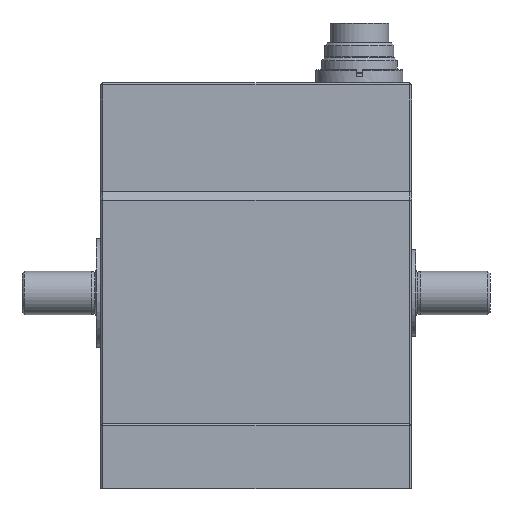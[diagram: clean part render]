
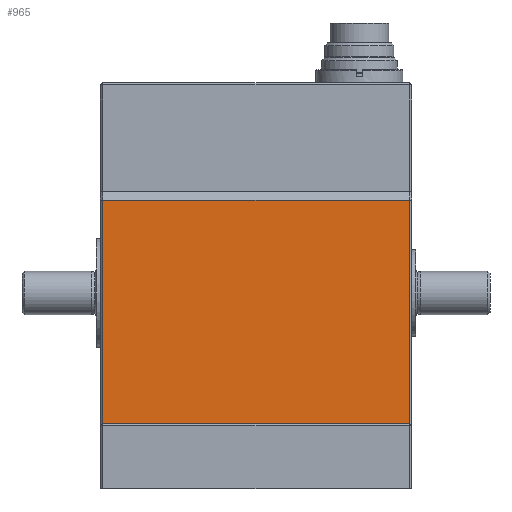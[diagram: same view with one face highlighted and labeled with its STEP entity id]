
A CAD part, front view. The second image highlights one B-rep face of the part: STEP entity #965.
In plain terms, the highlighted face is planar.
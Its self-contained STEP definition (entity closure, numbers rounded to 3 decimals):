
#965 = ADVANCED_FACE( '', ( #2072 ), #2073, .T. );
#2072 = FACE_OUTER_BOUND( '', #3793, .T. );
#2073 = PLANE( '', #3794 );
#3793 = EDGE_LOOP( '', ( #5555, #5556, #5557, #5558 ) );
#3794 = AXIS2_PLACEMENT_3D( '', #5559, #5560, #5561 );
#5555 = ORIENTED_EDGE( '', *, *, #9003, .T. );
#5556 = ORIENTED_EDGE( '', *, *, #9004, .T. );
#5557 = ORIENTED_EDGE( '', *, *, #9005, .T. );
#5558 = ORIENTED_EDGE( '', *, *, #9006, .T. );
#5559 = CARTESIAN_POINT( '', ( -22., 71.5, 68.3 ) );
#5560 = DIRECTION( '', ( -1., 0., 0. ) );
#5561 = DIRECTION( '', ( 0., 0., 1. ) );
#9003 = EDGE_CURVE( '', #10301, #10302, #10303, .T. );
#9004 = EDGE_CURVE( '', #10302, #10304, #10305, .T. );
#9005 = EDGE_CURVE( '', #10304, #10306, #10307, .T. );
#9006 = EDGE_CURVE( '', #10306, #10301, #10308, .T. );
#10301 = VERTEX_POINT( '', #12181 );
#10302 = VERTEX_POINT( '', #12182 );
#10303 = LINE( '', #12183, #12184 );
#10304 = VERTEX_POINT( '', #12185 );
#10305 = LINE( '', #12186, #12187 );
#10306 = VERTEX_POINT( '', #12188 );
#10307 = LINE( '', #12189, #12190 );
#10308 = LINE( '', #12191, #12192 );
#12181 = CARTESIAN_POINT( '', ( -22., 71., 15. ) );
#12182 = CARTESIAN_POINT( '', ( -22., 0.5, 15. ) );
#12183 = CARTESIAN_POINT( '', ( -22., 71.5, 15. ) );
#12184 = VECTOR( '', #14438, 1000. );
#12185 = CARTESIAN_POINT( '', ( -22., 0.5, 66.3 ) );
#12186 = CARTESIAN_POINT( '', ( -22., 0.5, 68.3 ) );
#12187 = VECTOR( '', #14439, 1000. );
#12188 = CARTESIAN_POINT( '', ( -22., 71., 66.3 ) );
#12189 = CARTESIAN_POINT( '', ( -22., 71.5, 66.3 ) );
#12190 = VECTOR( '', #14440, 1000. );
#12191 = CARTESIAN_POINT( '', ( -22., 71., 15. ) );
#12192 = VECTOR( '', #14441, 1000. );
#14438 = DIRECTION( '', ( 0., -1., 0. ) );
#14439 = DIRECTION( '', ( 0., 0., 1. ) );
#14440 = DIRECTION( '', ( 0., 1., 0. ) );
#14441 = DIRECTION( '', ( 0., 0., -1. ) );
